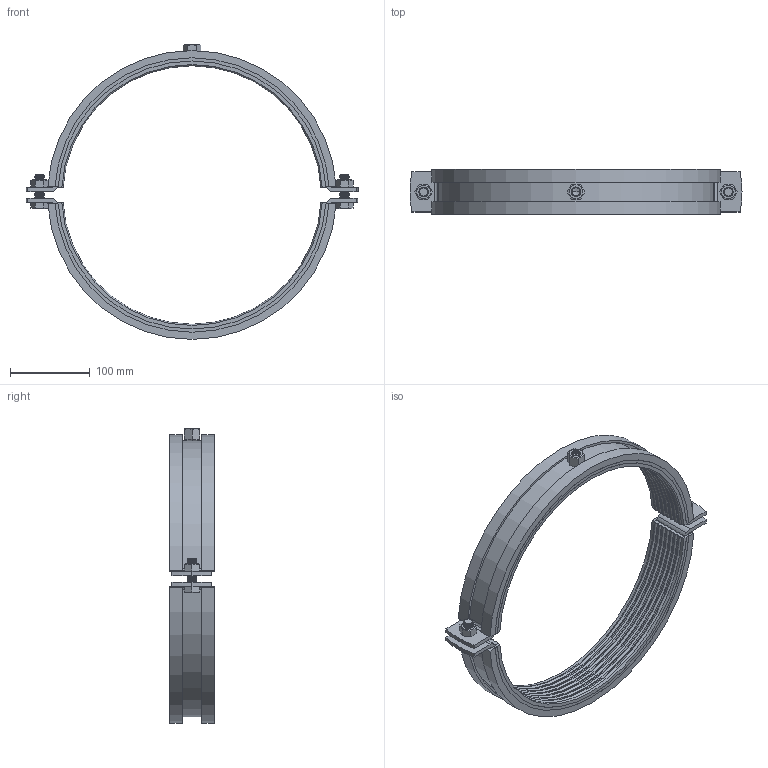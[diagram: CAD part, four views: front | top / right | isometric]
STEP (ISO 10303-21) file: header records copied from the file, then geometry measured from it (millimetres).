
FILE_DESCRIPTION((''),'2;1');
FILE_NAME('39249.stp','2007-07-26T10:19:53',(''),(''),'Mechanical Desktop.R8.0.24.0','Mechanical Desktop.R8.0.24.0',', , ');
FILE_SCHEMA(('CONFIG_CONTROL_DESIGN'));
Length unit declared in the file: millimetre
Products named in the file (21): 39249; SCHELLENTEIL 50X5; 50X5$0$LAYER; 50X5$0$AVE_RENDER; 50X5$0$AVE_GLOBAL; 50X5$0$RM_SDB; 09-458; TEIL1; STREIFENGELB; GELB$0$AVE_RENDER; GELB$0$AVE_GLOBAL; GELB$0$RM_SDB; DIN 933 M12X35; ~TEIL1; MUTTER12; MUTTER12$0$AVE_RENDER; MUTTER12$0$AVE_GLOBAL; MUTTER12$0$RM_SDB; HUTMUTTER12; RM_SDB; LAYER
Assembly tree (50 placements, depth 3):
  39249
    SCHELLENTEIL 50X5  x2
      50X5$0$LAYER
      50X5$0$AVE_RENDER
      50X5$0$AVE_GLOBAL
      50X5$0$RM_SDB
    09-458  x2
      TEIL1
    STREIFENGELB  x4
      GELB$0$AVE_RENDER
      GELB$0$AVE_GLOBAL
      GELB$0$RM_SDB
    DIN 933 M12X35  x2
      ~TEIL1
    MUTTER12  x2
      MUTTER12$0$AVE_RENDER
      MUTTER12$0$AVE_GLOBAL
      MUTTER12$0$RM_SDB
    HUTMUTTER12
    RM_SDB  x3
    LAYER
Bounding box: 415 x 56.2 x 368.5 mm (x, y, z)
Volume: 731843 mm3; surface area: 409463.7 mm2
Topology: 13 solids, 13 shells, 443 faces, 1040 edges, 624 vertices
Faces by surface type: cone 200, cylinder 98, plane 87, torus 56, bspline 2
Entity records: 7361 total; most frequent: DIRECTION 1384, CARTESIAN_POINT 1264, ORIENTED_EDGE 1098, AXIS2_PLACEMENT_3D 573, EDGE_CURVE 549, VERTEX_POINT 327, CIRCLE 287, EDGE_LOOP 246
